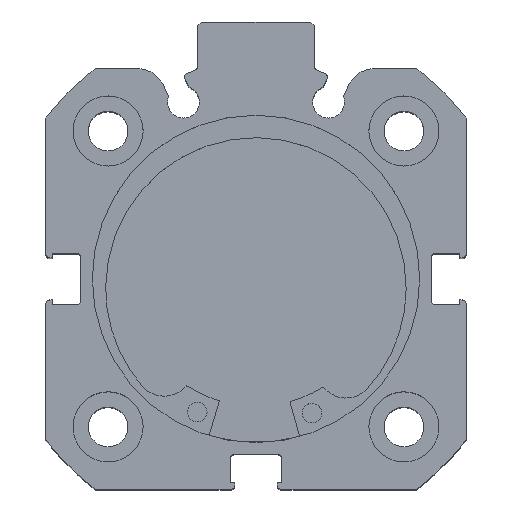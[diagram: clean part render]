
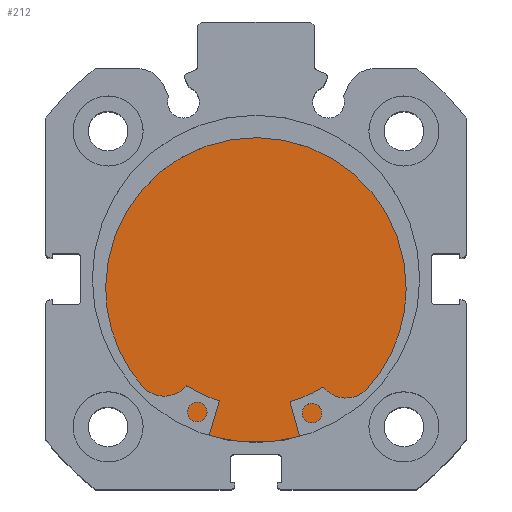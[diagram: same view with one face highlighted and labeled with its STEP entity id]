
A CAD part, top view. The second image highlights one B-rep face of the part: STEP entity #212.
In plain terms, the highlighted face is planar.
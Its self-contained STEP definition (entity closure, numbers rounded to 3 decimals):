
#212 = ADVANCED_FACE ( 'NONE', ( #3882 ), #1368, .F. ) ;
#833 = AXIS2_PLACEMENT_3D ( 'NONE', #1367, #1370, #1371 ) ;
#1101 = AXIS2_PLACEMENT_3D ( 'NONE', #5571, #5601, #5602 ) ;
#1133 = AXIS2_PLACEMENT_3D ( 'NONE', #5812, #5825, #5826 ) ;
#1367 = CARTESIAN_POINT ( 'NONE',  ( 8.5, 21., 0. ) ) ;
#1368 = PLANE ( 'NONE',  #833 ) ;
#1370 = DIRECTION ( 'NONE',  ( -1., 0., 0. ) ) ;
#1371 = DIRECTION ( 'NONE',  ( 0., 0., 1. ) ) ;
#2729 = EDGE_CURVE ( 'NONE', #5202, #4539, #4982, .T. ) ;
#3104 = EDGE_CURVE ( 'NONE', #4539, #5202, #5084, .T. ) ;
#3434 = EDGE_LOOP ( 'NONE', ( #6901, #6903 ) ) ;
#3882 = FACE_OUTER_BOUND ( 'NONE', #3434, .T. ) ;
#4539 = VERTEX_POINT ( 'NONE', #6042 ) ;
#4982 = CIRCLE ( 'NONE', #1101, 21. ) ;
#5084 = CIRCLE ( 'NONE', #1133, 21. ) ;
#5202 = VERTEX_POINT ( 'NONE', #6075 ) ;
#5571 = CARTESIAN_POINT ( 'NONE',  ( 8.5, 0., 0. ) ) ;
#5601 = DIRECTION ( 'NONE',  ( -1., 0., 0. ) ) ;
#5602 = DIRECTION ( 'NONE',  ( 0., 0., 1. ) ) ;
#5812 = CARTESIAN_POINT ( 'NONE',  ( 8.5, 0., 0. ) ) ;
#5825 = DIRECTION ( 'NONE',  ( -1., 0., 0. ) ) ;
#5826 = DIRECTION ( 'NONE',  ( 0., 0., 1. ) ) ;
#6042 = CARTESIAN_POINT ( 'NONE',  ( 8.5, 0., -21. ) ) ;
#6075 = CARTESIAN_POINT ( 'NONE',  ( 8.5, 0., 21. ) ) ;
#6901 = ORIENTED_EDGE ( 'NONE', *, *, #2729, .F. ) ;
#6903 = ORIENTED_EDGE ( 'NONE', *, *, #3104, .F. ) ;
